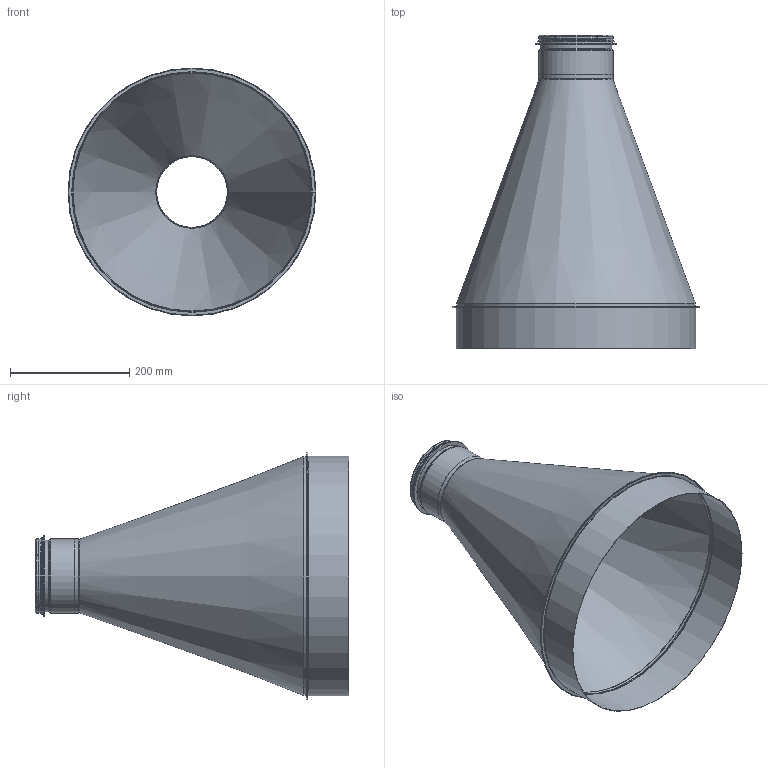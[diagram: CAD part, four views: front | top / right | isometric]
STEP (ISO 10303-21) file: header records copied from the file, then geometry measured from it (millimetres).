
FILE_DESCRIPTION((''),'2;1');
FILE_NAME('HFCM_400-125.stp','2014-02-19T14:10:14',(''),(''),'Autodesk Inventor 2013','Autodesk Inventor 2013','');
FILE_SCHEMA(('AUTOMOTIVE_DESIGN { 1 2 10303 214 0 1 1 1 }'));
Length unit declared in the file: millimetre
Products named in the file (6): HFCM_400-125; MuffMedFals-400; KonPunktadHFCM-400-125; Stos-125; StosRörämne-125; 999004
Assembly tree (5 placements, depth 3):
  HFCM_400-125
    MuffMedFals-400
    KonPunktadHFCM-400-125
    Stos-125
      StosRörämne-125
      999004
Bounding box: 415.5 x 525.11 x 415.5 mm (x, y, z)
Volume: 289741 mm3; surface area: 989682.3 mm2
Topology: 4 solids, 4 shells, 109 faces, 213 edges, 115 vertices
Faces by surface type: plane 57, torus 24, cylinder 20, cone 8
Full cylindrical faces by diameter (mm): 118.25 x1, 119.25 x1, 120.45 x1, 121.65 x1, 122.85 x1, 123.05 x5, 124.05 x2, 129.45 x1, 134.45 x1, 399.3 x1, 400.5 x2, 401.5 x1, 403.5 x1, 414.5 x1
Entity records: 2957 total; most frequent: DIRECTION 542, CARTESIAN_POINT 434, ORIENTED_EDGE 398, AXIS2_PLACEMENT_3D 223, EDGE_CURVE 199, EDGE_LOOP 128, VERTEX_POINT 115, STYLED_ITEM 113
